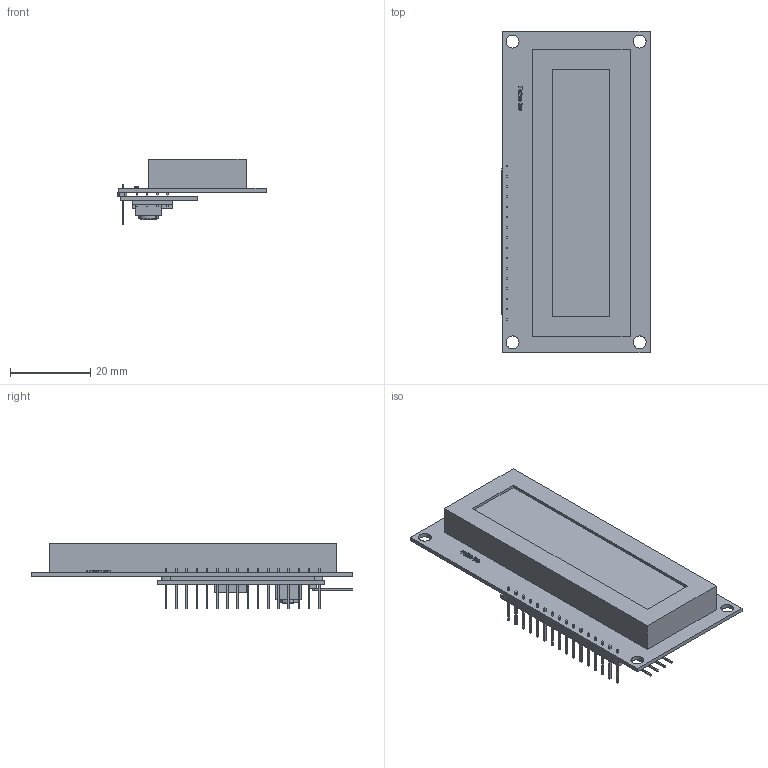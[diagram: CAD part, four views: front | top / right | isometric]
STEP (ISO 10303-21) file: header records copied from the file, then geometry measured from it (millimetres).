
FILE_DESCRIPTION(/* description */ (''),/* implementation_level */ '2;1');
FILE_NAME(/* name */ 'LDC_16~1',/* time_stamp */ '2021-05-16T22:03:25-03:00',/* author */ (''),/* organization */ (''),/* preprocessor_version */ 'ST-DEVELOPER v15',/* originating_system */ '',/* authorisation */ '');
FILE_SCHEMA (('AUTOMOTIVE_DESIGN'));
Length unit declared in the file: millimetre
Products named in the file (1): Document
Bounding box: 36.85 x 80 x 16.23 mm (x, y, z)
Volume: 17324.4 mm3; surface area: 16113.1 mm2
Topology: 44 solids, 44 shells, 299 faces, 630 edges, 420 vertices
Faces by surface type: plane 247, bspline 52
Entity records: 7952 total; most frequent: CARTESIAN_POINT 2961, ORIENTED_EDGE 1260, EDGE_CURVE 630, B_SPLINE_CURVE_WITH_KNOTS 592, VERTEX_POINT 420, EDGE_LOOP 312, ADVANCED_FACE 299, FACE_OUTER_BOUND 299
